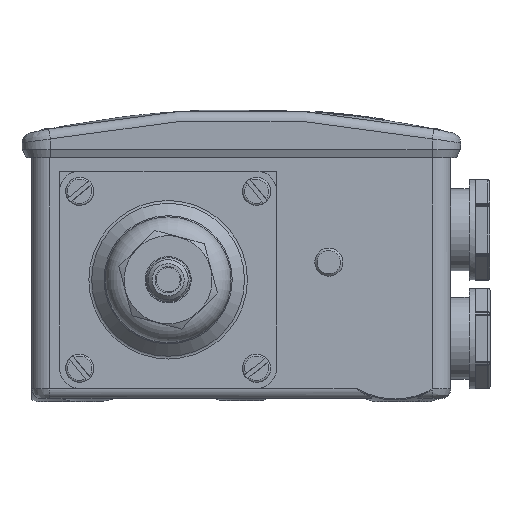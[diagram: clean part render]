
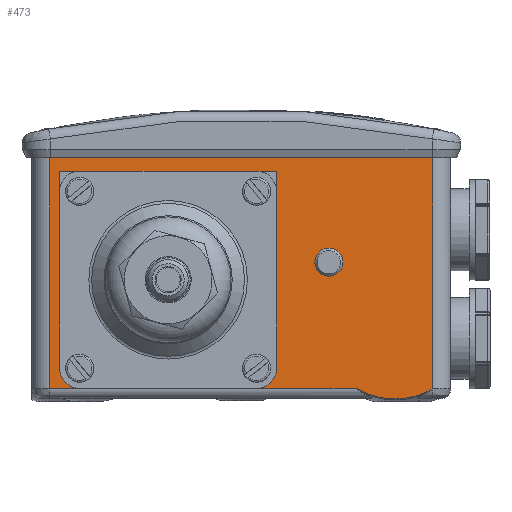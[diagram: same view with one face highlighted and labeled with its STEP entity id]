
A CAD part, front view. The second image highlights one B-rep face of the part: STEP entity #473.
In plain terms, the highlighted planar face has unit normal (0, -1, 0).
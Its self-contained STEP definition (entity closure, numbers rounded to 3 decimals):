
#196=CARTESIAN_POINT('',(-29.4,-13.18,30.34));
#197=VERTEX_POINT('',#196);
#205=CARTESIAN_POINT('',(65.8,-13.18,30.34));
#206=VERTEX_POINT('',#205);
#207=CARTESIAN_POINT('',(-29.4,-13.18,30.34));
#208=DIRECTION('',(1.0,0.0,0.0));
#209=VECTOR('',#208,95.2);
#210=LINE('',#207,#209);
#211=EDGE_CURVE('',#197,#206,#210,.T.);
#341=CARTESIAN_POINT('',(65.8,-13.18,-27.108));
#342=VERTEX_POINT('',#341);
#343=CARTESIAN_POINT('',(65.8,-13.18,-27.108));
#344=DIRECTION('',(0.0,0.0,1.0));
#345=VECTOR('',#344,57.448);
#346=LINE('',#343,#345);
#347=EDGE_CURVE('',#342,#206,#346,.T.);
#369=CARTESIAN_POINT('',(65.8,-13.18,-29.6));
#370=DIRECTION('',(0.0,-1.0,0.0));
#371=DIRECTION('',(0.0,0.0,-1.0));
#372=AXIS2_PLACEMENT_3D('',#369,#370,#371);
#373=PLANE('',#372);
#374=ORIENTED_EDGE('',*,*,#211,.F.);
#375=CARTESIAN_POINT('',(-29.4,-13.18,-27.1));
#376=VERTEX_POINT('',#375);
#377=CARTESIAN_POINT('',(-29.4,-13.18,-27.1));
#378=DIRECTION('',(0.0,0.0,1.0));
#379=VECTOR('',#378,57.44);
#380=LINE('',#377,#379);
#381=EDGE_CURVE('',#376,#197,#380,.T.);
#382=ORIENTED_EDGE('',*,*,#381,.F.);
#383=CARTESIAN_POINT('',(46.986,-13.18,-27.1));
#384=VERTEX_POINT('',#383);
#385=CARTESIAN_POINT('',(46.986,-13.18,-27.1));
#386=DIRECTION('',(-1.0,0.0,0.0));
#387=VECTOR('',#386,76.386);
#388=LINE('',#385,#387);
#389=EDGE_CURVE('',#384,#376,#388,.T.);
#390=ORIENTED_EDGE('',*,*,#389,.F.);
#391=CARTESIAN_POINT('',(64.538,-13.18,-27.78));
#392=VERTEX_POINT('',#391);
#393=CARTESIAN_POINT('',(56.4,-13.18,-10.972));
#394=DIRECTION('',(0.0,1.0,0.0));
#395=DIRECTION('',(-0.011,0.0,-1.));
#396=AXIS2_PLACEMENT_3D('',#393,#394,#395);
#397=CIRCLE('',#396,18.674);
#398=EDGE_CURVE('',#392,#384,#397,.T.);
#399=ORIENTED_EDGE('',*,*,#398,.F.);
#400=CARTESIAN_POINT('',(56.4,-13.18,-10.972));
#401=DIRECTION('',(0.0,1.0,0.0));
#402=DIRECTION('',(0.499,0.0,-0.867));
#403=AXIS2_PLACEMENT_3D('',#400,#401,#402);
#404=CIRCLE('',#403,18.674);
#405=EDGE_CURVE('',#342,#392,#404,.T.);
#406=ORIENTED_EDGE('',*,*,#405,.F.);
#407=ORIENTED_EDGE('',*,*,#347,.T.);
#408=EDGE_LOOP('',(#374,#382,#390,#399,#406,#407));
#409=FACE_OUTER_BOUND('',#408,.T.);
#410=CARTESIAN_POINT('',(43.5,-13.18,4.4));
#411=VERTEX_POINT('',#410);
#412=CARTESIAN_POINT('',(40.,-13.18,4.4));
#413=DIRECTION('',(0.0,1.0,0.0));
#414=DIRECTION('',(-1.0,0.0,0.0));
#415=AXIS2_PLACEMENT_3D('',#412,#413,#414);
#416=CIRCLE('',#415,3.5);
#417=EDGE_CURVE('',#411,#411,#416,.T.);
#418=ORIENTED_EDGE('',*,*,#417,.T.);
#419=EDGE_LOOP('',(#418));
#420=FACE_BOUND('',#419,.T.);
#421=CARTESIAN_POINT('',(27.,-13.18,-22.0));
#422=VERTEX_POINT('',#421);
#423=CARTESIAN_POINT('',(22.,-13.18,-27.0));
#424=VERTEX_POINT('',#423);
#425=CARTESIAN_POINT('',(22.,-13.18,-22.0));
#426=DIRECTION('',(0.0,1.0,0.0));
#427=DIRECTION('',(0.0,0.0,1.0));
#428=AXIS2_PLACEMENT_3D('',#425,#426,#427);
#429=CIRCLE('',#428,5.);
#430=EDGE_CURVE('',#422,#424,#429,.T.);
#431=ORIENTED_EDGE('',*,*,#430,.T.);
#432=CARTESIAN_POINT('',(-22.,-13.18,-27.0));
#433=VERTEX_POINT('',#432);
#434=CARTESIAN_POINT('',(22.,-13.18,-27.0));
#435=DIRECTION('',(-1.0,0.0,0.0));
#436=VECTOR('',#435,44.0);
#437=LINE('',#434,#436);
#438=EDGE_CURVE('',#424,#433,#437,.T.);
#439=ORIENTED_EDGE('',*,*,#438,.T.);
#440=CARTESIAN_POINT('',(-27.,-13.18,-22.0));
#441=VERTEX_POINT('',#440);
#442=CARTESIAN_POINT('',(-22.,-13.18,-22.0));
#443=DIRECTION('',(0.0,1.0,0.0));
#444=DIRECTION('',(1.0,0.0,0.0));
#445=AXIS2_PLACEMENT_3D('',#442,#443,#444);
#446=CIRCLE('',#445,5.);
#447=EDGE_CURVE('',#433,#441,#446,.T.);
#448=ORIENTED_EDGE('',*,*,#447,.T.);
#449=CARTESIAN_POINT('',(-27.,-13.18,27.));
#450=VERTEX_POINT('',#449);
#451=CARTESIAN_POINT('',(-27.,-13.18,-22.));
#452=DIRECTION('',(0.0,0.0,1.0));
#453=VECTOR('',#452,49.0);
#454=LINE('',#451,#453);
#455=EDGE_CURVE('',#441,#450,#454,.T.);
#456=ORIENTED_EDGE('',*,*,#455,.T.);
#457=CARTESIAN_POINT('',(27.,-13.18,27.));
#458=VERTEX_POINT('',#457);
#459=CARTESIAN_POINT('',(-27.,-13.18,27.));
#460=DIRECTION('',(1.0,0.0,0.0));
#461=VECTOR('',#460,54.0);
#462=LINE('',#459,#461);
#463=EDGE_CURVE('',#450,#458,#462,.T.);
#464=ORIENTED_EDGE('',*,*,#463,.T.);
#465=CARTESIAN_POINT('',(27.,-13.18,27.0));
#466=DIRECTION('',(0.0,0.0,-1.0));
#467=VECTOR('',#466,49.0);
#468=LINE('',#465,#467);
#469=EDGE_CURVE('',#458,#422,#468,.T.);
#470=ORIENTED_EDGE('',*,*,#469,.T.);
#471=EDGE_LOOP('',(#431,#439,#448,#456,#464,#470));
#472=FACE_BOUND('',#471,.T.);
#473=ADVANCED_FACE('',(#409,#420,#472),#373,.T.);
